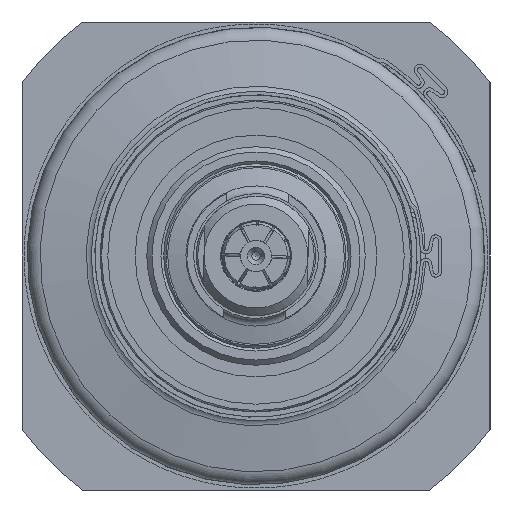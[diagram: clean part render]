
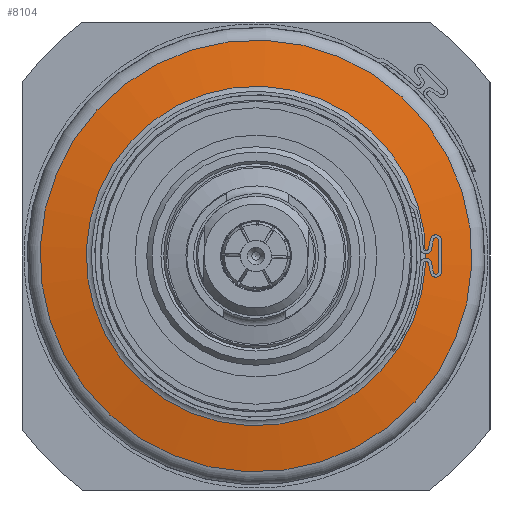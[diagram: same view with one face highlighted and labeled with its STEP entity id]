
A CAD part, left-side view. The second image highlights one B-rep face of the part: STEP entity #8104.
In plain terms, the highlighted conical face has half-angle 80 degrees and reference radius 37.087 mm.
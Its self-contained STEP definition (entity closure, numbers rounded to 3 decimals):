
#1130=CONICAL_SURFACE('',#8653,37.087,1.396);
#1398=FACE_BOUND('',#2092,.T.);
#1594=FACE_OUTER_BOUND('',#2091,.T.);
#2091=EDGE_LOOP('',(#5293));
#2092=EDGE_LOOP('',(#5294));
#2718=CIRCLE('',#8652,32.653);
#2719=CIRCLE('',#8654,41.521);
#3269=VERTEX_POINT('',#12363);
#3270=VERTEX_POINT('',#12366);
#4068=EDGE_CURVE('',#3269,#3269,#2718,.T.);
#4069=EDGE_CURVE('',#3270,#3270,#2719,.T.);
#5293=ORIENTED_EDGE('',*,*,#4068,.T.);
#5294=ORIENTED_EDGE('',*,*,#4069,.F.);
#8104=ADVANCED_FACE('',(#1594,#1398),#1130,.T.);
#8652=AXIS2_PLACEMENT_3D('',#12364,#9787,#9788);
#8653=AXIS2_PLACEMENT_3D('',#12365,#9789,#9790);
#8654=AXIS2_PLACEMENT_3D('',#12367,#9791,#9792);
#9787=DIRECTION('center_axis',(1.,0.,0.));
#9788=DIRECTION('ref_axis',(0.,-0.954,0.3));
#9789=DIRECTION('center_axis',(1.,0.,0.));
#9790=DIRECTION('ref_axis',(0.,-0.3,-0.954));
#9791=DIRECTION('center_axis',(1.,0.,0.));
#9792=DIRECTION('ref_axis',(0.,-0.954,0.3));
#12363=CARTESIAN_POINT('',(-28.494,-9.782,-31.153));
#12364=CARTESIAN_POINT('Origin',(-28.494,0.,
0.));
#12365=CARTESIAN_POINT('Origin',(-27.712,0.,
0.));
#12366=CARTESIAN_POINT('',(-26.93,-12.439,-39.614));
#12367=CARTESIAN_POINT('Origin',(-26.93,0.,
0.));
